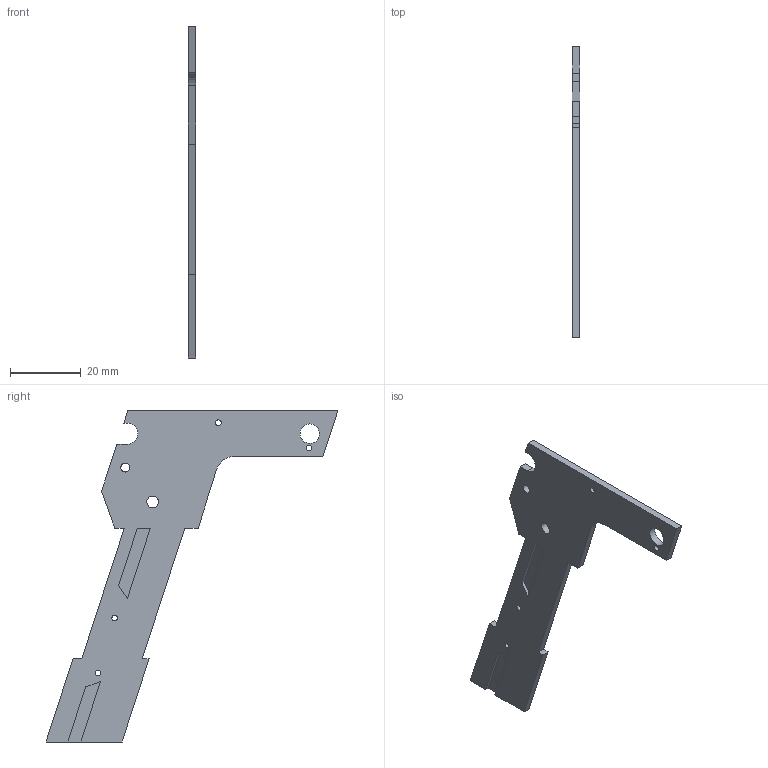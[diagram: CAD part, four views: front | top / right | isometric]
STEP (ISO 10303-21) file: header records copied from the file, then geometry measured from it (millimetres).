
FILE_DESCRIPTION(/* description */ ('Unknown'),/* implementation_level */ '2;1');
FILE_NAME(/* name */ 'jericho941_pre2007_grip_cowboyBebop_laserPlate',/* time_stamp */ '2024-08-03T21:54:37-10:00',/* author */ ('Unknown'),/* organization */ ('Unknown'),/* preprocessor_version */ 'ST-DEVELOPER v18.1',/* originating_system */ 'Solid Edge',/* authorisation */ 'Unknown');
FILE_SCHEMA (('AUTOMOTIVE_DESIGN {1 0 10303 214 3 1 1}'));
Length unit declared in the file: millimetre
Products named in the file (2): jericho941_pre2007_grips; jericho941_pre2007_grip_cowboyBebop_laserPlate
Assembly tree (1 placements, depth 2):
  jericho941_pre2007_grips
    jericho941_pre2007_grip_cowboyBebop_laserPlate
Bounding box: 2 x 82.4 x 93.7 mm (x, y, z)
Volume: 4716.5 mm3; surface area: 5682.9 mm2
Topology: 1 solids, 1 shells, 39 faces, 109 edges, 73 vertices
Faces by surface type: plane 30, cylinder 9
Full cylindrical faces by diameter (mm): 1.6 x4, 2.5 x1, 3.3 x1, 5.5 x1
Entity records: 1282 total; most frequent: CARTESIAN_POINT 214, ORIENTED_EDGE 202, DIRECTION 201, EDGE_CURVE 101, LINE 83, VECTOR 83, VERTEX_POINT 72, EDGE_LOOP 61
